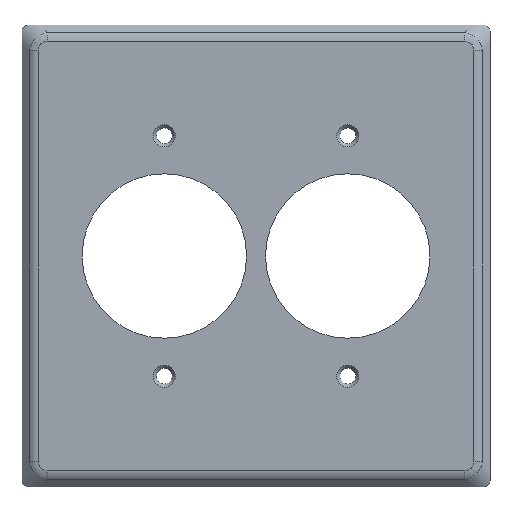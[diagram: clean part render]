
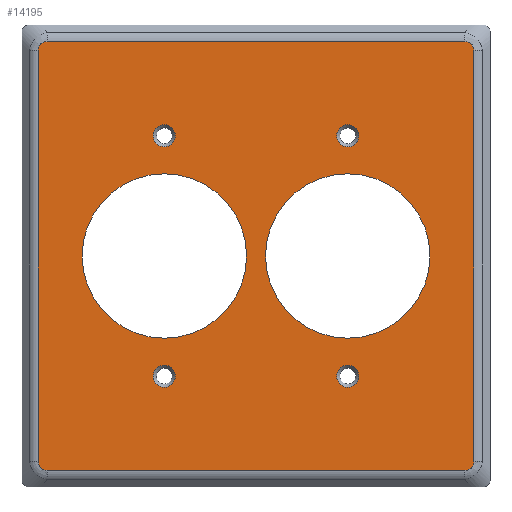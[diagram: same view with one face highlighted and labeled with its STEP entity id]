
A CAD part, top view. The second image highlights one B-rep face of the part: STEP entity #14195.
In plain terms, the highlighted planar face has unit normal (0, 0, 1).
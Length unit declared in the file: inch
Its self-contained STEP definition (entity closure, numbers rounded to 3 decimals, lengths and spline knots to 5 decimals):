
#19=ELLIPSE('',#14904,0.21651,0.125);
#22=ELLIPSE('',#14911,0.21651,0.125);
#24=ELLIPSE('',#14916,0.21651,0.125);
#26=ELLIPSE('',#14921,0.21651,0.125);
#741=FACE_BOUND('',#2757,.T.);
#742=FACE_BOUND('',#2758,.T.);
#743=FACE_BOUND('',#2759,.T.);
#744=FACE_BOUND('',#2760,.T.);
#745=FACE_BOUND('',#2761,.T.);
#746=FACE_BOUND('',#2762,.T.);
#1187=PLANE('',#14931);
#1926=FACE_OUTER_BOUND('',#2756,.T.);
#2756=EDGE_LOOP('',(#13177,#13178,#13179,#13180,#13181,#13182,#13183,#13184));
#2757=EDGE_LOOP('',(#13185,#13186));
#2758=EDGE_LOOP('',(#13187,#13188));
#2759=EDGE_LOOP('',(#13189,#13190));
#2760=EDGE_LOOP('',(#13191,#13192));
#2761=EDGE_LOOP('',(#13193,#13194));
#2762=EDGE_LOOP('',(#13195,#13196));
#4186=LINE('',#25147,#5629);
#4188=LINE('',#25178,#5631);
#4190=LINE('',#25209,#5633);
#4192=LINE('',#25237,#5635);
#5629=VECTOR('',#17694,0.3937);
#5631=VECTOR('',#17706,0.3937);
#5633=VECTOR('',#17718,0.3937);
#5635=VECTOR('',#17728,0.3937);
#5688=CIRCLE('',#14255,0.8125);
#5689=CIRCLE('',#14256,0.8125);
#5691=CIRCLE('',#14259,0.8125);
#5692=CIRCLE('',#14260,0.8125);
#5694=CIRCLE('',#14263,0.109);
#5695=CIRCLE('',#14264,0.109);
#5699=CIRCLE('',#14270,0.109);
#5700=CIRCLE('',#14271,0.109);
#5704=CIRCLE('',#14277,0.109);
#5705=CIRCLE('',#14278,0.109);
#5709=CIRCLE('',#14284,0.109);
#5710=CIRCLE('',#14285,0.109);
#5858=VERTEX_POINT('',#17933);
#5859=VERTEX_POINT('',#17934);
#5861=VERTEX_POINT('',#17941);
#5862=VERTEX_POINT('',#17942);
#5864=VERTEX_POINT('',#17949);
#5865=VERTEX_POINT('',#17950);
#5869=VERTEX_POINT('',#17963);
#5870=VERTEX_POINT('',#17964);
#5874=VERTEX_POINT('',#17977);
#5875=VERTEX_POINT('',#17978);
#5879=VERTEX_POINT('',#17991);
#5880=VERTEX_POINT('',#17992);
#7155=VERTEX_POINT('',#25135);
#7156=VERTEX_POINT('',#25137);
#7158=VERTEX_POINT('',#25143);
#7160=VERTEX_POINT('',#25168);
#7162=VERTEX_POINT('',#25174);
#7164=VERTEX_POINT('',#25199);
#7166=VERTEX_POINT('',#25205);
#7168=VERTEX_POINT('',#25230);
#7226=EDGE_CURVE('',#5858,#5859,#5688,.T.);
#7227=EDGE_CURVE('',#5859,#5858,#5689,.T.);
#7230=EDGE_CURVE('',#5861,#5862,#5691,.T.);
#7231=EDGE_CURVE('',#5862,#5861,#5692,.T.);
#7234=EDGE_CURVE('',#5864,#5865,#5694,.T.);
#7235=EDGE_CURVE('',#5865,#5864,#5695,.T.);
#7241=EDGE_CURVE('',#5869,#5870,#5699,.T.);
#7242=EDGE_CURVE('',#5870,#5869,#5700,.T.);
#7248=EDGE_CURVE('',#5874,#5875,#5704,.T.);
#7249=EDGE_CURVE('',#5875,#5874,#5705,.T.);
#7255=EDGE_CURVE('',#5879,#5880,#5709,.T.);
#7256=EDGE_CURVE('',#5880,#5879,#5710,.T.);
#9162=EDGE_CURVE('',#7155,#7156,#19,.T.);
#9167=EDGE_CURVE('',#7156,#7158,#4186,.T.);
#9170=EDGE_CURVE('',#7158,#7160,#22,.T.);
#9173=EDGE_CURVE('',#7160,#7162,#4188,.T.);
#9176=EDGE_CURVE('',#7162,#7164,#24,.T.);
#9179=EDGE_CURVE('',#7164,#7166,#4190,.T.);
#9182=EDGE_CURVE('',#7166,#7168,#26,.T.);
#9184=EDGE_CURVE('',#7168,#7155,#4192,.T.);
#13177=ORIENTED_EDGE('',*,*,#9162,.F.);
#13178=ORIENTED_EDGE('',*,*,#9184,.F.);
#13179=ORIENTED_EDGE('',*,*,#9182,.F.);
#13180=ORIENTED_EDGE('',*,*,#9179,.F.);
#13181=ORIENTED_EDGE('',*,*,#9176,.F.);
#13182=ORIENTED_EDGE('',*,*,#9173,.F.);
#13183=ORIENTED_EDGE('',*,*,#9170,.F.);
#13184=ORIENTED_EDGE('',*,*,#9167,.F.);
#13185=ORIENTED_EDGE('',*,*,#7226,.T.);
#13186=ORIENTED_EDGE('',*,*,#7227,.T.);
#13187=ORIENTED_EDGE('',*,*,#7230,.T.);
#13188=ORIENTED_EDGE('',*,*,#7231,.T.);
#13189=ORIENTED_EDGE('',*,*,#7234,.T.);
#13190=ORIENTED_EDGE('',*,*,#7235,.T.);
#13191=ORIENTED_EDGE('',*,*,#7241,.T.);
#13192=ORIENTED_EDGE('',*,*,#7242,.T.);
#13193=ORIENTED_EDGE('',*,*,#7248,.T.);
#13194=ORIENTED_EDGE('',*,*,#7249,.T.);
#13195=ORIENTED_EDGE('',*,*,#7255,.T.);
#13196=ORIENTED_EDGE('',*,*,#7256,.T.);
#14195=ADVANCED_FACE('',(#1926,#741,#742,#743,#744,#745,#746),#1187,.T.);
#14255=AXIS2_PLACEMENT_3D('',#17935,#15002,#15003);
#14256=AXIS2_PLACEMENT_3D('',#17936,#15004,#15005);
#14259=AXIS2_PLACEMENT_3D('',#17943,#15011,#15012);
#14260=AXIS2_PLACEMENT_3D('',#17944,#15013,#15014);
#14263=AXIS2_PLACEMENT_3D('',#17951,#15020,#15021);
#14264=AXIS2_PLACEMENT_3D('',#17952,#15022,#15023);
#14270=AXIS2_PLACEMENT_3D('',#17965,#15036,#15037);
#14271=AXIS2_PLACEMENT_3D('',#17966,#15038,#15039);
#14277=AXIS2_PLACEMENT_3D('',#17979,#15052,#15053);
#14278=AXIS2_PLACEMENT_3D('',#17980,#15054,#15055);
#14284=AXIS2_PLACEMENT_3D('',#17993,#15068,#15069);
#14285=AXIS2_PLACEMENT_3D('',#17994,#15070,#15071);
#14904=AXIS2_PLACEMENT_3D('',#25138,#17683,#17684);
#14911=AXIS2_PLACEMENT_3D('',#25172,#17699,#17700);
#14916=AXIS2_PLACEMENT_3D('',#25203,#17711,#17712);
#14921=AXIS2_PLACEMENT_3D('',#25234,#17723,#17724);
#14931=AXIS2_PLACEMENT_3D('',#25282,#17752,#17753);
#15002=DIRECTION('center_axis',(0.,0.,-1.));
#15003=DIRECTION('ref_axis',(1.,0.,0.));
#15004=DIRECTION('center_axis',(0.,0.,-1.));
#15005=DIRECTION('ref_axis',(1.,0.,0.));
#15011=DIRECTION('center_axis',(0.,0.,-1.));
#15012=DIRECTION('ref_axis',(1.,0.,0.));
#15013=DIRECTION('center_axis',(0.,0.,-1.));
#15014=DIRECTION('ref_axis',(1.,0.,0.));
#15020=DIRECTION('center_axis',(0.,0.,-1.));
#15021=DIRECTION('ref_axis',(1.,0.,0.));
#15022=DIRECTION('center_axis',(0.,0.,-1.));
#15023=DIRECTION('ref_axis',(1.,0.,0.));
#15036=DIRECTION('center_axis',(0.,0.,-1.));
#15037=DIRECTION('ref_axis',(1.,0.,0.));
#15038=DIRECTION('center_axis',(0.,0.,-1.));
#15039=DIRECTION('ref_axis',(1.,0.,0.));
#15052=DIRECTION('center_axis',(0.,0.,-1.));
#15053=DIRECTION('ref_axis',(1.,0.,0.));
#15054=DIRECTION('center_axis',(0.,0.,-1.));
#15055=DIRECTION('ref_axis',(1.,0.,0.));
#15068=DIRECTION('center_axis',(0.,0.,-1.));
#15069=DIRECTION('ref_axis',(1.,0.,0.));
#15070=DIRECTION('center_axis',(0.,0.,-1.));
#15071=DIRECTION('ref_axis',(1.,0.,0.));
#17683=DIRECTION('center_axis',(0.,0.,-1.));
#17684=DIRECTION('ref_axis',(-0.707,0.707,0.));
#17694=DIRECTION('',(1.,0.,0.));
#17699=DIRECTION('center_axis',(0.,0.,-1.));
#17700=DIRECTION('ref_axis',(0.707,0.707,0.));
#17706=DIRECTION('',(0.,-1.,0.));
#17711=DIRECTION('center_axis',(0.,0.,-1.));
#17712=DIRECTION('ref_axis',(0.707,-0.707,0.));
#17718=DIRECTION('',(-1.,0.,0.));
#17723=DIRECTION('center_axis',(0.,0.,-1.));
#17724=DIRECTION('ref_axis',(-0.707,-0.707,0.));
#17728=DIRECTION('',(0.,1.,0.));
#17752=DIRECTION('center_axis',(0.,0.,1.));
#17753=DIRECTION('ref_axis',(1.,0.,0.));
#17933=CARTESIAN_POINT('',(1.71875,0.,0.2));
#17934=CARTESIAN_POINT('',(0.09375,0.,0.2));
#17935=CARTESIAN_POINT('Origin',(0.90625,0.,0.2));
#17936=CARTESIAN_POINT('Origin',(0.90625,0.,0.2));
#17941=CARTESIAN_POINT('',(-0.09375,0.,0.2));
#17942=CARTESIAN_POINT('',(-1.71875,0.,0.2));
#17943=CARTESIAN_POINT('Origin',(-0.90625,0.,0.2));
#17944=CARTESIAN_POINT('Origin',(-0.90625,0.,0.2));
#17949=CARTESIAN_POINT('',(-0.79725,1.187,0.2));
#17950=CARTESIAN_POINT('',(-1.01525,1.187,0.2));
#17951=CARTESIAN_POINT('Origin',(-0.90625,1.187,0.2));
#17952=CARTESIAN_POINT('Origin',(-0.90625,1.187,0.2));
#17963=CARTESIAN_POINT('',(1.01525,1.187,0.2));
#17964=CARTESIAN_POINT('',(0.79725,1.187,0.2));
#17965=CARTESIAN_POINT('Origin',(0.90625,1.187,0.2));
#17966=CARTESIAN_POINT('Origin',(0.90625,1.187,0.2));
#17977=CARTESIAN_POINT('',(1.01525,-1.188,0.2));
#17978=CARTESIAN_POINT('',(0.79725,-1.188,0.2));
#17979=CARTESIAN_POINT('Origin',(0.90625,-1.188,0.2));
#17980=CARTESIAN_POINT('Origin',(0.90625,-1.188,0.2));
#17991=CARTESIAN_POINT('',(-0.79725,-1.188,0.2));
#17992=CARTESIAN_POINT('',(-1.01525,-1.188,0.2));
#17993=CARTESIAN_POINT('Origin',(-0.90625,-1.188,0.2));
#17994=CARTESIAN_POINT('Origin',(-0.90625,-1.188,0.2));
#25135=CARTESIAN_POINT('',(-2.15122,2.03083,0.2));
#25137=CARTESIAN_POINT('',(-2.06283,2.11922,0.2));
#25138=CARTESIAN_POINT('Origin',(-1.97445,1.94245,0.2));
#25143=CARTESIAN_POINT('',(2.06183,2.11922,0.2));
#25147=CARTESIAN_POINT('',(0.57762,2.11922,0.2));
#25168=CARTESIAN_POINT('',(2.15022,2.03083,0.2));
#25172=CARTESIAN_POINT('Origin',(1.97345,1.94245,0.2));
#25174=CARTESIAN_POINT('',(2.15022,-2.03083,0.2));
#25178=CARTESIAN_POINT('',(2.15022,-0.57025,0.2));
#25199=CARTESIAN_POINT('',(2.06183,-2.11922,0.2));
#25203=CARTESIAN_POINT('Origin',(1.97345,-1.94245,0.2));
#25205=CARTESIAN_POINT('',(-2.06283,-2.11922,0.2));
#25209=CARTESIAN_POINT('',(-0.57863,-2.11922,0.2));
#25230=CARTESIAN_POINT('',(-2.15122,-2.03083,0.2));
#25234=CARTESIAN_POINT('Origin',(-1.97445,-1.94245,0.2));
#25237=CARTESIAN_POINT('',(-2.15122,0.57025,0.2));
#25282=CARTESIAN_POINT('Origin',(-0.0005,0.,
0.2));
